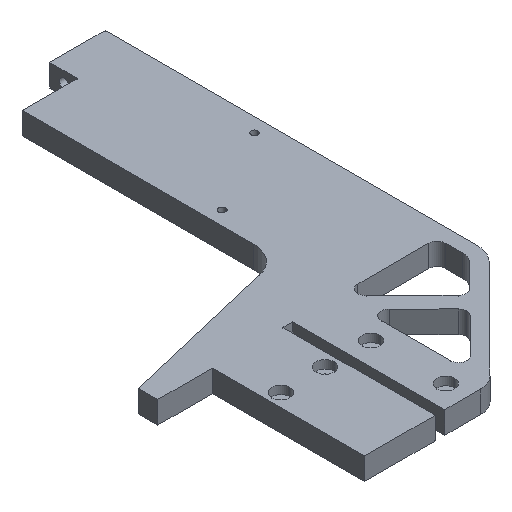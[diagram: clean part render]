
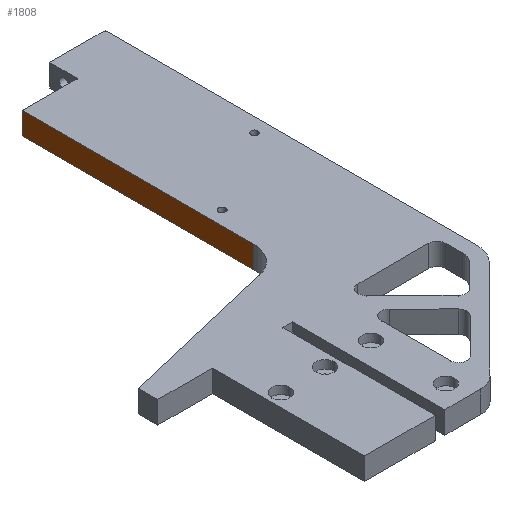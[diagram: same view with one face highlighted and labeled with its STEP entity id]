
A CAD part, isometric view. The second image highlights one B-rep face of the part: STEP entity #1808.
In plain terms, the highlighted planar face has unit normal (-1, 0, 0).
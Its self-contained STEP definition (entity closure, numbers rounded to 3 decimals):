
#202 = VECTOR ( 'NONE', #1085, 1000. ) ;
#347 = VERTEX_POINT ( 'NONE', #1977 ) ;
#371 = CARTESIAN_POINT ( 'NONE',  ( -40., 93.694, 8. ) ) ;
#534 = ORIENTED_EDGE ( 'NONE', *, *, #708, .F. ) ;
#578 = DIRECTION ( 'NONE',  ( 0., 0., 1. ) ) ;
#598 = LINE ( 'NONE', #371, #202 ) ;
#610 = CARTESIAN_POINT ( 'NONE',  ( -40., 10., 0. ) ) ;
#669 = AXIS2_PLACEMENT_3D ( 'NONE', #2830, #2365, #578 ) ;
#708 = EDGE_CURVE ( 'NONE', #347, #1355, #598, .T. ) ;
#735 = EDGE_CURVE ( 'NONE', #2645, #347, #2003, .T. ) ;
#755 = EDGE_CURVE ( 'NONE', #2111, #2645, #1773, .T. ) ;
#853 = EDGE_CURVE ( 'NONE', #2111, #1355, #2297, .T. ) ;
#866 = DIRECTION ( 'NONE',  ( 0., 0., -1. ) ) ;
#973 = VECTOR ( 'NONE', #2737, 1000. ) ;
#1085 = DIRECTION ( 'NONE',  ( 0., 0., 1. ) ) ;
#1253 = ORIENTED_EDGE ( 'NONE', *, *, #755, .F. ) ;
#1256 = CARTESIAN_POINT ( 'NONE',  ( -40., 10., 0. ) ) ;
#1355 = VERTEX_POINT ( 'NONE', #1448 ) ;
#1385 = EDGE_LOOP ( 'NONE', ( #2690, #534, #2746, #1253 ) ) ;
#1448 = CARTESIAN_POINT ( 'NONE',  ( -40., 93.694, 8. ) ) ;
#1694 = VECTOR ( 'NONE', #866, 1000. ) ;
#1773 = LINE ( 'NONE', #610, #1694 ) ;
#1808 = ADVANCED_FACE ( 'NONE', ( #2155 ), #2815, .T. ) ;
#1841 = VECTOR ( 'NONE', #2015, 1000. ) ;
#1847 = CARTESIAN_POINT ( 'NONE',  ( -40., 102.391, 8. ) ) ;
#1861 = CARTESIAN_POINT ( 'NONE',  ( -40., 10., 8. ) ) ;
#1977 = CARTESIAN_POINT ( 'NONE',  ( -40., 93.694, 0. ) ) ;
#2003 = LINE ( 'NONE', #2712, #1841 ) ;
#2015 = DIRECTION ( 'NONE',  ( 0., 1., 0. ) ) ;
#2111 = VERTEX_POINT ( 'NONE', #1861 ) ;
#2155 = FACE_OUTER_BOUND ( 'NONE', #1385, .T. ) ;
#2297 = LINE ( 'NONE', #1847, #973 ) ;
#2365 = DIRECTION ( 'NONE',  ( -1., 0., 0. ) ) ;
#2645 = VERTEX_POINT ( 'NONE', #1256 ) ;
#2690 = ORIENTED_EDGE ( 'NONE', *, *, #853, .T. ) ;
#2712 = CARTESIAN_POINT ( 'NONE',  ( -40., 102.391, 0. ) ) ;
#2737 = DIRECTION ( 'NONE',  ( 0., 1., 0. ) ) ;
#2746 = ORIENTED_EDGE ( 'NONE', *, *, #735, .F. ) ;
#2815 = PLANE ( 'NONE',  #669 ) ;
#2830 = CARTESIAN_POINT ( 'NONE',  ( -40., 102.391, 0. ) ) ;
